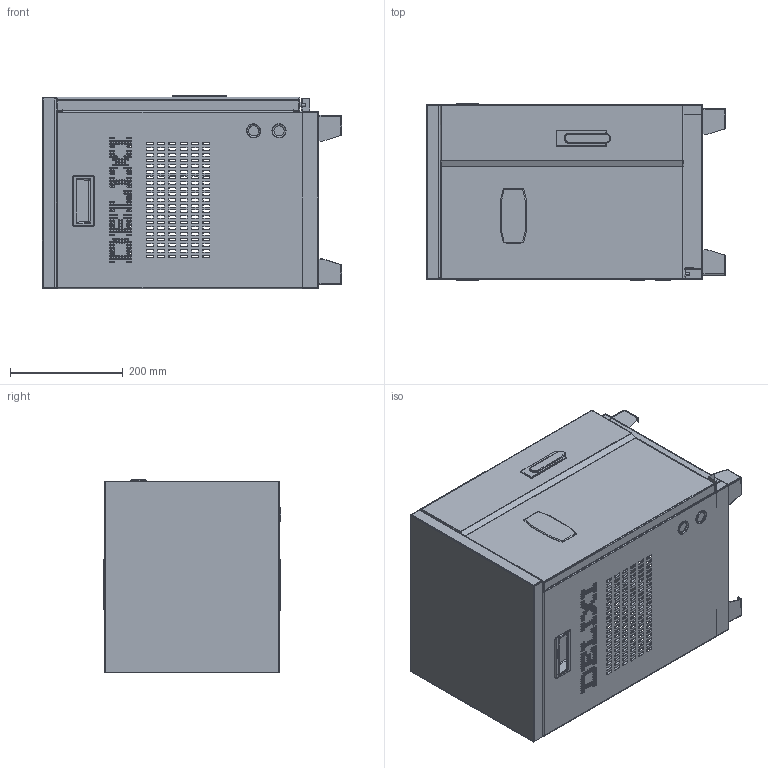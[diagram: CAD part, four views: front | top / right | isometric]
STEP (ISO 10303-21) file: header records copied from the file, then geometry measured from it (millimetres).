
FILE_DESCRIPTION (( 'STEP AP214' ), '1' );
FILE_NAME ('TND2-10KVA柜式三维图-202508.STEP', '2025-08-19T04:50:59', ( 'China' ), ( 'Home' ), 'SwSTEP 2.0', 'SolidWorks 2020', '' );
FILE_SCHEMA (( 'AUTOMOTIVE_DESIGN' ));
Length unit declared in the file: millimetre
Products named in the file (16): TND2-10KVA柜式三维图-202508; TND2-10K嶄宒沺菁褐; xiang橡皮塞子; 5K枑忒; TND2-10Kヶ褒沺; TND2-10K剿繚んИ璃; 藷坶; TND2-10K嶄宒酘耜啣; TND2-10K嶄宒衵耜啣; 剿繚ん1P; TND2-10K嶄宒藷啣; TND2-10K嶄宒滅扷厙; TND2-10K耜晚褒沺; TND2-10K嶄宒綴啣; TND2-10K嶄宒階裔; TND2-3K珘儒そ
Assembly tree (22 placements, depth 2):
  TND2-10KVA柜式三维图-202508
    TND2-10K剿繚んИ璃
    TND2-10K嶄宒藷啣
    TND2-10K嶄宒衵耜啣
    TND2-10K嶄宒酘耜啣
    TND2-10K嶄宒階裔
    TND2-10K嶄宒綴啣
    TND2-10Kヶ褒沺  x2
    TND2-10K耜晚褒沺  x2
    TND2-3K珘儒そ
    TND2-10K嶄宒沺菁褐  x4
    剿繚ん1P
    5K枑忒  x2
    TND2-10K嶄宒滅扷厙
    藷坶
    xiang橡皮塞子  x2
Bounding box: 530 x 314 x 343.4 mm (x, y, z)
Volume: 1027744.6 mm3; surface area: 2000626.9 mm2
Topology: 22 solids, 24 shells, 5120 faces, 14456 edges, 9407 vertices
Faces by surface type: plane 3748, cylinder 1246, bspline 66, torus 52, cone 8
Entity records: 169231 total; most frequent: CARTESIAN_POINT 30399, ORIENTED_EDGE 28016, DIRECTION 26024, EDGE_CURVE 14008, LINE 11510, VECTOR 11510, VERTEX_POINT 9148, EDGE_LOOP 7282
